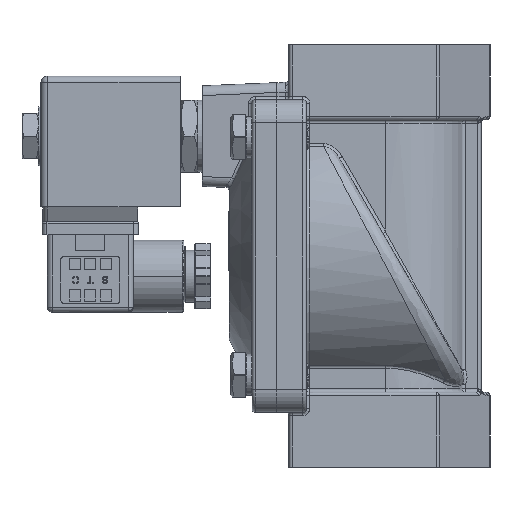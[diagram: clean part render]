
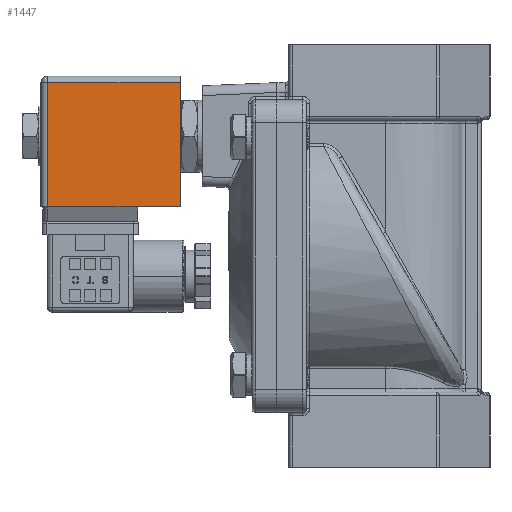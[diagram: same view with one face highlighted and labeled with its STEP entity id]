
A CAD part, left-side view. The second image highlights one B-rep face of the part: STEP entity #1447.
In plain terms, the highlighted planar face has unit normal (-1, 0, 0).
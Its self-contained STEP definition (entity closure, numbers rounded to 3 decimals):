
#1447 = ADVANCED_FACE ( 'NONE', ( #28238 ), #92997, .T. ) ;
#5277 = VERTEX_POINT ( 'NONE', #160757 ) ;
#6094 = LINE ( 'NONE', #84058, #112016 ) ;
#12971 = DIRECTION ( 'NONE',  ( 0., 1., 0. ) ) ;
#25536 = VERTEX_POINT ( 'NONE', #114854 ) ;
#27082 = LINE ( 'NONE', #146507, #97687 ) ;
#28238 = FACE_OUTER_BOUND ( 'NONE', #59644, .T. ) ;
#39774 = EDGE_CURVE ( 'NONE', #5277, #152051, #27082, .T. ) ;
#53337 = CARTESIAN_POINT ( 'NONE',  ( -17.925, 135.6, 15.02 ) ) ;
#59396 = AXIS2_PLACEMENT_3D ( 'NONE', #146473, #66931, #159842 ) ;
#59644 = EDGE_LOOP ( 'NONE', ( #146296, #70749, #105174, #129885 ) ) ;
#66931 = DIRECTION ( 'NONE',  ( -1., 0., 0. ) ) ;
#70749 = ORIENTED_EDGE ( 'NONE', *, *, #105620, .T. ) ;
#76597 = DIRECTION ( 'NONE',  ( 0., -1., 0. ) ) ;
#84058 = CARTESIAN_POINT ( 'NONE',  ( -17.925, 94.9, 15.02 ) ) ;
#92569 = LINE ( 'NONE', #53337, #159146 ) ;
#92997 = PLANE ( 'NONE',  #59396 ) ;
#94263 = VERTEX_POINT ( 'NONE', #150973 ) ;
#97687 = VECTOR ( 'NONE', #12971, 1000. ) ;
#105174 = ORIENTED_EDGE ( 'NONE', *, *, #39774, .T. ) ;
#105620 = EDGE_CURVE ( 'NONE', #94263, #5277, #6094, .T. ) ;
#112016 = VECTOR ( 'NONE', #149764, 1000. ) ;
#114854 = CARTESIAN_POINT ( 'NONE',  ( -17.925, 135.6, 15.02 ) ) ;
#117392 = CARTESIAN_POINT ( 'NONE',  ( -17.925, 135.6, 53.02 ) ) ;
#120575 = DIRECTION ( 'NONE',  ( 0., 0., -1. ) ) ;
#129885 = ORIENTED_EDGE ( 'NONE', *, *, #167739, .T. ) ;
#138987 = LINE ( 'NONE', #142789, #170240 ) ;
#142789 = CARTESIAN_POINT ( 'NONE',  ( -17.925, 94.9, 15.02 ) ) ;
#146296 = ORIENTED_EDGE ( 'NONE', *, *, #158625, .T. ) ;
#146473 = CARTESIAN_POINT ( 'NONE',  ( -17.925, 94.9, 15.02 ) ) ;
#146507 = CARTESIAN_POINT ( 'NONE',  ( -17.925, 94.9, 53.02 ) ) ;
#149764 = DIRECTION ( 'NONE',  ( 0., 0., 1. ) ) ;
#150973 = CARTESIAN_POINT ( 'NONE',  ( -17.925, 94.9, 15.02 ) ) ;
#152051 = VERTEX_POINT ( 'NONE', #117392 ) ;
#158625 = EDGE_CURVE ( 'NONE', #25536, #94263, #138987, .T. ) ;
#159146 = VECTOR ( 'NONE', #120575, 1000. ) ;
#159842 = DIRECTION ( 'NONE',  ( 0., 0., 1. ) ) ;
#160757 = CARTESIAN_POINT ( 'NONE',  ( -17.925, 94.9, 53.02 ) ) ;
#167739 = EDGE_CURVE ( 'NONE', #152051, #25536, #92569, .T. ) ;
#170240 = VECTOR ( 'NONE', #76597, 1000. ) ;
